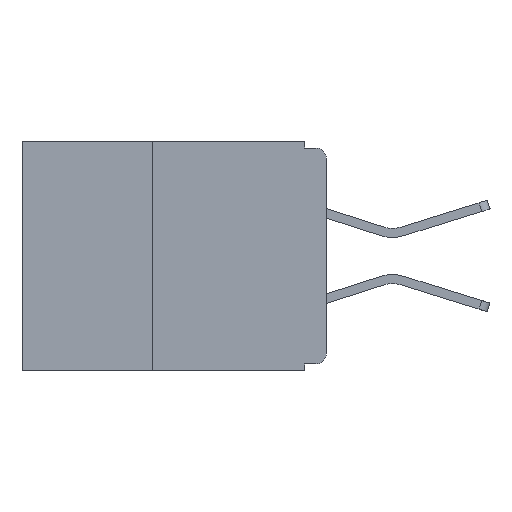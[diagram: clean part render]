
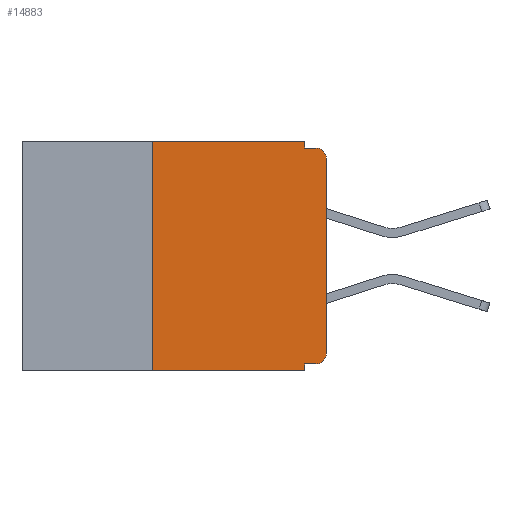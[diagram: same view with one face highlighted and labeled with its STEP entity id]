
A CAD part, left-side view. The second image highlights one B-rep face of the part: STEP entity #14883.
In plain terms, the highlighted planar face has unit normal (-1, 0, 0).
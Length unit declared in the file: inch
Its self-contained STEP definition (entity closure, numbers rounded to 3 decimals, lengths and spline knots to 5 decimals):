
#412 = DIRECTION ( 'NONE',  ( 0., 0., 1. ) ) ;
#420 = CIRCLE ( 'NONE', #21279, 0.015 ) ;
#1995 = LINE ( 'NONE', #26448, #18944 ) ;
#2269 = CARTESIAN_POINT ( 'NONE',  ( 0., 0.25, -0.33 ) ) ;
#2342 = CARTESIAN_POINT ( 'NONE',  ( 0., 0., -0.305 ) ) ;
#2347 = DIRECTION ( 'NONE',  ( 0., 1., 0. ) ) ;
#2629 = LINE ( 'NONE', #12874, #18858 ) ;
#2630 = CARTESIAN_POINT ( 'NONE',  ( 0., 0.015, -0.025 ) ) ;
#2730 = VECTOR ( 'NONE', #11343, 39.37008 ) ;
#2789 = FACE_OUTER_BOUND ( 'NONE', #25482, .T. ) ;
#2864 = VECTOR ( 'NONE', #412, 39.37008 ) ;
#2919 = CARTESIAN_POINT ( 'NONE',  ( 0., 0.031, -0.01 ) ) ;
#3093 = VECTOR ( 'NONE', #3527, 39.37008 ) ;
#3453 = LINE ( 'NONE', #13435, #2730 ) ;
#3527 = DIRECTION ( 'NONE',  ( 0., -1., 0. ) ) ;
#3665 = CARTESIAN_POINT ( 'NONE',  ( 0., 0.015, -0.01 ) ) ;
#3921 = ORIENTED_EDGE ( 'NONE', *, *, #9847, .T. ) ;
#3950 = ORIENTED_EDGE ( 'NONE', *, *, #28250, .T. ) ;
#4122 = VERTEX_POINT ( 'NONE', #3665 ) ;
#4380 = EDGE_CURVE ( 'NONE', #25956, #22297, #12949, .T. ) ;
#4393 = ORIENTED_EDGE ( 'NONE', *, *, #20532, .F. ) ;
#4528 = CARTESIAN_POINT ( 'NONE',  ( 0., 0.031, -0.33 ) ) ;
#4607 = DIRECTION ( 'NONE',  ( 0., 0., 1. ) ) ;
#4706 = ORIENTED_EDGE ( 'NONE', *, *, #9252, .F. ) ;
#4730 = EDGE_CURVE ( 'NONE', #15528, #21813, #15659, .T. ) ;
#4974 = DIRECTION ( 'NONE',  ( 0., 0., -1. ) ) ;
#5085 = ORIENTED_EDGE ( 'NONE', *, *, #18196, .F. ) ;
#5115 = ORIENTED_EDGE ( 'NONE', *, *, #7782, .F. ) ;
#5145 = VECTOR ( 'NONE', #4607, 39.37008 ) ;
#5405 = ORIENTED_EDGE ( 'NONE', *, *, #4730, .T. ) ;
#5433 = ORIENTED_EDGE ( 'NONE', *, *, #25749, .F. ) ;
#5609 = ORIENTED_EDGE ( 'NONE', *, *, #4380, .F. ) ;
#6666 = AXIS2_PLACEMENT_3D ( 'NONE', #10074, #25206, #12283 ) ;
#7782 = EDGE_CURVE ( 'NONE', #15528, #15949, #11772, .T. ) ;
#9112 = CARTESIAN_POINT ( 'NONE',  ( 0., 0., -0.32 ) ) ;
#9252 = EDGE_CURVE ( 'NONE', #27923, #28342, #25226, .T. ) ;
#9769 = CIRCLE ( 'NONE', #6666, 0.015 ) ;
#9781 = CARTESIAN_POINT ( 'NONE',  ( 0., 0.015, -0.32 ) ) ;
#9847 = EDGE_CURVE ( 'NONE', #14565, #19586, #26211, .T. ) ;
#10074 = CARTESIAN_POINT ( 'NONE',  ( 0., 0.015, -0.305 ) ) ;
#10343 = CARTESIAN_POINT ( 'NONE',  ( 0., 0.437, 0. ) ) ;
#11343 = DIRECTION ( 'NONE',  ( 0., 0., -1. ) ) ;
#11730 = CARTESIAN_POINT ( 'NONE',  ( 0., 0., 0. ) ) ;
#11772 = LINE ( 'NONE', #2269, #5145 ) ;
#12265 = VECTOR ( 'NONE', #2347, 39.37008 ) ;
#12283 = DIRECTION ( 'NONE',  ( 0., 0., -1. ) ) ;
#12545 = DIRECTION ( 'NONE',  ( 1., 0., 0. ) ) ;
#12874 = CARTESIAN_POINT ( 'NONE',  ( 0., 0.437, 0. ) ) ;
#12949 = LINE ( 'NONE', #9112, #12265 ) ;
#13086 = VECTOR ( 'NONE', #27114, 39.37008 ) ;
#13435 = CARTESIAN_POINT ( 'NONE',  ( 0., 0.031, -0.33 ) ) ;
#13552 = DIRECTION ( 'NONE',  ( 0., -1., 0. ) ) ;
#13681 = CARTESIAN_POINT ( 'NONE',  ( 0., 0.25, 0. ) ) ;
#14565 = VERTEX_POINT ( 'NONE', #2342 ) ;
#14883 = ADVANCED_FACE ( 'NONE', ( #2789 ), #23285, .F. ) ;
#14928 = AXIS2_PLACEMENT_3D ( 'NONE', #10343, #12545, #27592 ) ;
#15083 = CARTESIAN_POINT ( 'NONE',  ( 0., 0.031, -0.32 ) ) ;
#15528 = VERTEX_POINT ( 'NONE', #28103 ) ;
#15659 = LINE ( 'NONE', #25370, #3093 ) ;
#15949 = VERTEX_POINT ( 'NONE', #13681 ) ;
#16412 = CARTESIAN_POINT ( 'NONE',  ( 0., 0.031, 0. ) ) ;
#16769 = EDGE_CURVE ( 'NONE', #25956, #14565, #9769, .T. ) ;
#18124 = DIRECTION ( 'NONE',  ( -1., 0., 0. ) ) ;
#18196 = EDGE_CURVE ( 'NONE', #15949, #27923, #2629, .T. ) ;
#18858 = VECTOR ( 'NONE', #25877, 39.37008 ) ;
#18944 = VECTOR ( 'NONE', #13552, 39.37008 ) ;
#19586 = VERTEX_POINT ( 'NONE', #22908 ) ;
#20532 = EDGE_CURVE ( 'NONE', #28342, #4122, #1995, .T. ) ;
#20770 = ORIENTED_EDGE ( 'NONE', *, *, #16769, .T. ) ;
#21279 = AXIS2_PLACEMENT_3D ( 'NONE', #2630, #18124, #4974 ) ;
#21813 = VERTEX_POINT ( 'NONE', #4528 ) ;
#22297 = VERTEX_POINT ( 'NONE', #15083 ) ;
#22908 = CARTESIAN_POINT ( 'NONE',  ( 0., 0., -0.025 ) ) ;
#23285 = PLANE ( 'NONE',  #14928 ) ;
#25206 = DIRECTION ( 'NONE',  ( -1., 0., 0. ) ) ;
#25226 = LINE ( 'NONE', #16412, #13086 ) ;
#25370 = CARTESIAN_POINT ( 'NONE',  ( 0., 0.437, -0.33 ) ) ;
#25482 = EDGE_LOOP ( 'NONE', ( #3921, #3950, #4393, #4706, #5085, #5115, #5405, #5433, #5609, #20770 ) ) ;
#25486 = CARTESIAN_POINT ( 'NONE',  ( 0., 0.031, 0. ) ) ;
#25749 = EDGE_CURVE ( 'NONE', #22297, #21813, #3453, .T. ) ;
#25877 = DIRECTION ( 'NONE',  ( 0., -1., 0. ) ) ;
#25956 = VERTEX_POINT ( 'NONE', #9781 ) ;
#26211 = LINE ( 'NONE', #11730, #2864 ) ;
#26448 = CARTESIAN_POINT ( 'NONE',  ( 0., 0., -0.01 ) ) ;
#27114 = DIRECTION ( 'NONE',  ( 0., 0., -1. ) ) ;
#27592 = DIRECTION ( 'NONE',  ( 0., 0., -1. ) ) ;
#27923 = VERTEX_POINT ( 'NONE', #25486 ) ;
#28103 = CARTESIAN_POINT ( 'NONE',  ( 0., 0.25, -0.33 ) ) ;
#28250 = EDGE_CURVE ( 'NONE', #19586, #4122, #420, .T. ) ;
#28342 = VERTEX_POINT ( 'NONE', #2919 ) ;
